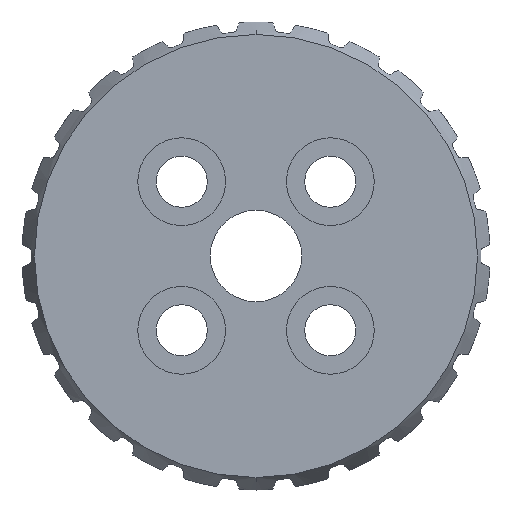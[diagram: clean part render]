
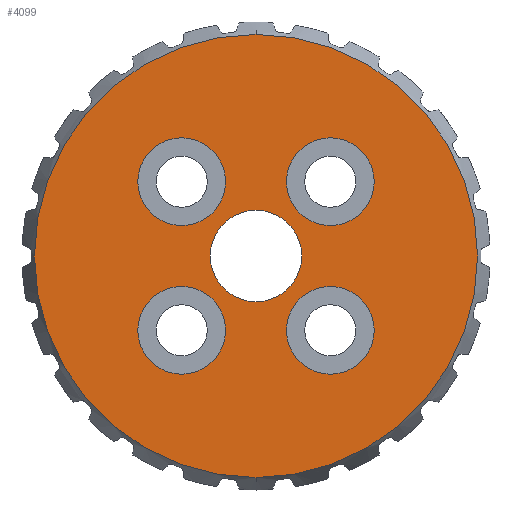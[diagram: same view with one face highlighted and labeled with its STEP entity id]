
A CAD part, left-side view. The second image highlights one B-rep face of the part: STEP entity #4099.
In plain terms, the highlighted planar face has unit normal (-1, 0, 0).
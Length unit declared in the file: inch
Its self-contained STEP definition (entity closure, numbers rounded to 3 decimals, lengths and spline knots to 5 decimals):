
#108 = DIRECTION ( 'NONE',  ( -1., 0., 0. ) ) ;
#121 = CIRCLE ( 'NONE', #6247, 0.12 ) ;
#137 = CIRCLE ( 'NONE', #3217, 0.12 ) ;
#142 = ORIENTED_EDGE ( 'NONE', *, *, #2036, .F. ) ;
#147 = ORIENTED_EDGE ( 'NONE', *, *, #5263, .F. ) ;
#170 = CARTESIAN_POINT ( 'NONE',  ( -0.08707, 0.20329, -0.08329 ) ) ;
#203 = CIRCLE ( 'NONE', #3694, 0.60603 ) ;
#238 = CARTESIAN_POINT ( 'NONE',  ( -0.08707, -0.20329, -0.08329 ) ) ;
#291 = VERTEX_POINT ( 'NONE', #2668 ) ;
#457 = VERTEX_POINT ( 'NONE', #170 ) ;
#470 = CARTESIAN_POINT ( 'NONE',  ( -0.08707, 0.20329, -0.20329 ) ) ;
#522 = FACE_BOUND ( 'NONE', #4452, .T. ) ;
#690 = CARTESIAN_POINT ( 'NONE',  ( -0.08707, 0.20329, 0.20329 ) ) ;
#699 = CARTESIAN_POINT ( 'NONE',  ( -0.08707, 0., 0.125 ) ) ;
#772 = CARTESIAN_POINT ( 'NONE',  ( -0.08707, 0.20329, -0.32329 ) ) ;
#838 = CIRCLE ( 'NONE', #8406, 0.60603 ) ;
#885 = DIRECTION ( 'NONE',  ( -1., 0., 0. ) ) ;
#886 = EDGE_CURVE ( 'NONE', #4927, #291, #7839, .T. ) ;
#913 = DIRECTION ( 'NONE',  ( -1., 0., 0. ) ) ;
#921 = CARTESIAN_POINT ( 'NONE',  ( -0.08707, -0.20329, -0.32329 ) ) ;
#1086 = CARTESIAN_POINT ( 'NONE',  ( -0.08707, 0.20329, 0.20329 ) ) ;
#1105 = EDGE_CURVE ( 'NONE', #3238, #457, #1966, .T. ) ;
#1162 = EDGE_CURVE ( 'NONE', #3054, #2039, #121, .T. ) ;
#1419 = DIRECTION ( 'NONE',  ( 0., 0., 1. ) ) ;
#1437 = CARTESIAN_POINT ( 'NONE',  ( -0.08707, 0., 0. ) ) ;
#1455 = FACE_BOUND ( 'NONE', #6011, .T. ) ;
#1486 = DIRECTION ( 'NONE',  ( -1., 0., 0. ) ) ;
#1560 = DIRECTION ( 'NONE',  ( 0., 0., 1. ) ) ;
#1622 = CARTESIAN_POINT ( 'NONE',  ( -0.08707, 0., 0. ) ) ;
#1966 = CIRCLE ( 'NONE', #3373, 0.12 ) ;
#2036 = EDGE_CURVE ( 'NONE', #457, #3238, #5474, .T. ) ;
#2039 = VERTEX_POINT ( 'NONE', #5399 ) ;
#2066 = DIRECTION ( 'NONE',  ( 0., 0., 1. ) ) ;
#2103 = EDGE_CURVE ( 'NONE', #2039, #3054, #3707, .T. ) ;
#2215 = CARTESIAN_POINT ( 'NONE',  ( -0.08707, 0.20329, 0.08329 ) ) ;
#2246 = FACE_BOUND ( 'NONE', #6116, .T. ) ;
#2279 = CARTESIAN_POINT ( 'NONE',  ( -0.08707, 0., 0. ) ) ;
#2316 = AXIS2_PLACEMENT_3D ( 'NONE', #4490, #5152, #6351 ) ;
#2579 = DIRECTION ( 'NONE',  ( 0., 0., -1. ) ) ;
#2645 = CIRCLE ( 'NONE', #5029, 0.125 ) ;
#2668 = CARTESIAN_POINT ( 'NONE',  ( -0.08707, -0.20329, 0.32329 ) ) ;
#2699 = AXIS2_PLACEMENT_3D ( 'NONE', #3978, #4048, #6044 ) ;
#2737 = EDGE_CURVE ( 'NONE', #7131, #7649, #838, .T. ) ;
#2780 = CARTESIAN_POINT ( 'NONE',  ( -0.08707, -0.20329, 0.20329 ) ) ;
#3036 = DIRECTION ( 'NONE',  ( 0., 0., 1. ) ) ;
#3054 = VERTEX_POINT ( 'NONE', #2215 ) ;
#3057 = VERTEX_POINT ( 'NONE', #238 ) ;
#3217 = AXIS2_PLACEMENT_3D ( 'NONE', #3354, #7269, #1419 ) ;
#3238 = VERTEX_POINT ( 'NONE', #772 ) ;
#3285 = EDGE_LOOP ( 'NONE', ( #6334, #5561 ) ) ;
#3354 = CARTESIAN_POINT ( 'NONE',  ( -0.08707, -0.20329, -0.20329 ) ) ;
#3373 = AXIS2_PLACEMENT_3D ( 'NONE', #470, #5822, #8300 ) ;
#3389 = ORIENTED_EDGE ( 'NONE', *, *, #2103, .F. ) ;
#3471 = EDGE_CURVE ( 'NONE', #8388, #3057, #5655, .T. ) ;
#3694 = AXIS2_PLACEMENT_3D ( 'NONE', #6522, #7833, #2579 ) ;
#3706 = VERTEX_POINT ( 'NONE', #4125 ) ;
#3707 = CIRCLE ( 'NONE', #4439, 0.12 ) ;
#3887 = ORIENTED_EDGE ( 'NONE', *, *, #8335, .F. ) ;
#3978 = CARTESIAN_POINT ( 'NONE',  ( -0.08707, -0.20329, 0.20329 ) ) ;
#4048 = DIRECTION ( 'NONE',  ( -1., 0., 0. ) ) ;
#4099 = ADVANCED_FACE ( 'NONE', ( #2246, #1455, #522, #4943, #5156, #4216 ), #6765, .T. ) ;
#4125 = CARTESIAN_POINT ( 'NONE',  ( -0.08707, 0., -0.125 ) ) ;
#4216 = FACE_OUTER_BOUND ( 'NONE', #3285, .T. ) ;
#4395 = CARTESIAN_POINT ( 'NONE',  ( -0.08707, 0., -0.60603 ) ) ;
#4439 = AXIS2_PLACEMENT_3D ( 'NONE', #1086, #6266, #3036 ) ;
#4452 = EDGE_LOOP ( 'NONE', ( #3389, #4786 ) ) ;
#4490 = CARTESIAN_POINT ( 'NONE',  ( -0.08707, -0.20329, -0.20329 ) ) ;
#4727 = CARTESIAN_POINT ( 'NONE',  ( -0.08707, -0.20329, 0.08329 ) ) ;
#4782 = CARTESIAN_POINT ( 'NONE',  ( -0.08707, 0., 0. ) ) ;
#4786 = ORIENTED_EDGE ( 'NONE', *, *, #1162, .F. ) ;
#4810 = EDGE_CURVE ( 'NONE', #7649, #7131, #203, .T. ) ;
#4882 = ORIENTED_EDGE ( 'NONE', *, *, #5239, .F. ) ;
#4890 = DIRECTION ( 'NONE',  ( -1., 0., 0. ) ) ;
#4909 = DIRECTION ( 'NONE',  ( 0., 0., -1. ) ) ;
#4927 = VERTEX_POINT ( 'NONE', #4727 ) ;
#4943 = FACE_BOUND ( 'NONE', #7447, .T. ) ;
#5029 = AXIS2_PLACEMENT_3D ( 'NONE', #1437, #108, #6578 ) ;
#5152 = DIRECTION ( 'NONE',  ( -1., 0., 0. ) ) ;
#5156 = FACE_BOUND ( 'NONE', #6425, .T. ) ;
#5239 = EDGE_CURVE ( 'NONE', #5699, #3706, #2645, .T. ) ;
#5263 = EDGE_CURVE ( 'NONE', #291, #4927, #8433, .T. ) ;
#5399 = CARTESIAN_POINT ( 'NONE',  ( -0.08707, 0.20329, 0.32329 ) ) ;
#5474 = CIRCLE ( 'NONE', #8013, 0.12 ) ;
#5511 = DIRECTION ( 'NONE',  ( -1., 0., 0. ) ) ;
#5561 = ORIENTED_EDGE ( 'NONE', *, *, #4810, .T. ) ;
#5595 = ORIENTED_EDGE ( 'NONE', *, *, #886, .F. ) ;
#5655 = CIRCLE ( 'NONE', #2316, 0.12 ) ;
#5699 = VERTEX_POINT ( 'NONE', #699 ) ;
#5822 = DIRECTION ( 'NONE',  ( -1., 0., 0. ) ) ;
#5896 = DIRECTION ( 'NONE',  ( -1., 0., 0. ) ) ;
#6011 = EDGE_LOOP ( 'NONE', ( #147, #5595 ) ) ;
#6044 = DIRECTION ( 'NONE',  ( 0., 0., 1. ) ) ;
#6116 = EDGE_LOOP ( 'NONE', ( #3887, #6219 ) ) ;
#6149 = EDGE_CURVE ( 'NONE', #3706, #5699, #6618, .T. ) ;
#6192 = DIRECTION ( 'NONE',  ( 0., 0., 1. ) ) ;
#6219 = ORIENTED_EDGE ( 'NONE', *, *, #3471, .F. ) ;
#6247 = AXIS2_PLACEMENT_3D ( 'NONE', #690, #5896, #7244 ) ;
#6266 = DIRECTION ( 'NONE',  ( -1., 0., 0. ) ) ;
#6334 = ORIENTED_EDGE ( 'NONE', *, *, #2737, .T. ) ;
#6344 = AXIS2_PLACEMENT_3D ( 'NONE', #1622, #913, #6192 ) ;
#6351 = DIRECTION ( 'NONE',  ( 0., 0., 1. ) ) ;
#6425 = EDGE_LOOP ( 'NONE', ( #4882, #7685 ) ) ;
#6522 = CARTESIAN_POINT ( 'NONE',  ( -0.08707, 0., 0. ) ) ;
#6578 = DIRECTION ( 'NONE',  ( 0., 0., 1. ) ) ;
#6618 = CIRCLE ( 'NONE', #6344, 0.125 ) ;
#6765 = PLANE ( 'NONE',  #7866 ) ;
#7131 = VERTEX_POINT ( 'NONE', #4395 ) ;
#7244 = DIRECTION ( 'NONE',  ( 0., 0., 1. ) ) ;
#7269 = DIRECTION ( 'NONE',  ( -1., 0., 0. ) ) ;
#7447 = EDGE_LOOP ( 'NONE', ( #142, #8476 ) ) ;
#7504 = CARTESIAN_POINT ( 'NONE',  ( -0.08707, 0.20329, -0.20329 ) ) ;
#7649 = VERTEX_POINT ( 'NONE', #8506 ) ;
#7685 = ORIENTED_EDGE ( 'NONE', *, *, #6149, .F. ) ;
#7783 = AXIS2_PLACEMENT_3D ( 'NONE', #2780, #5511, #1560 ) ;
#7833 = DIRECTION ( 'NONE',  ( -1., 0., 0. ) ) ;
#7839 = CIRCLE ( 'NONE', #7783, 0.12 ) ;
#7866 = AXIS2_PLACEMENT_3D ( 'NONE', #4782, #1486, #2066 ) ;
#8013 = AXIS2_PLACEMENT_3D ( 'NONE', #7504, #885, #8259 ) ;
#8259 = DIRECTION ( 'NONE',  ( 0., 0., 1. ) ) ;
#8300 = DIRECTION ( 'NONE',  ( 0., 0., 1. ) ) ;
#8335 = EDGE_CURVE ( 'NONE', #3057, #8388, #137, .T. ) ;
#8388 = VERTEX_POINT ( 'NONE', #921 ) ;
#8406 = AXIS2_PLACEMENT_3D ( 'NONE', #2279, #4890, #4909 ) ;
#8433 = CIRCLE ( 'NONE', #2699, 0.12 ) ;
#8476 = ORIENTED_EDGE ( 'NONE', *, *, #1105, .F. ) ;
#8506 = CARTESIAN_POINT ( 'NONE',  ( -0.08707, 0., 0.60603 ) ) ;
